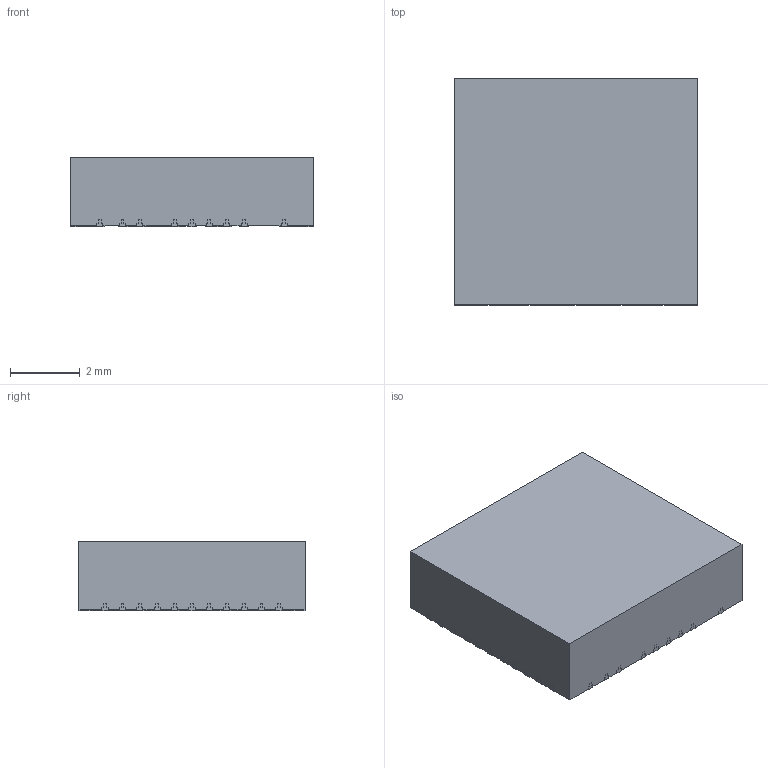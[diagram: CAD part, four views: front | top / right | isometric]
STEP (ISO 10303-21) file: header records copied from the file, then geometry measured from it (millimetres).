
FILE_DESCRIPTION((''),'2;1');
FILE_NAME('RCH0028B_ASM','2023-02-13T13:03:22',('a0412086'),(''),'CREO PARAMETRIC BY PTC INC, 2018500','CREO PARAMETRIC BY PTC INC, 2018500','');
FILE_SCHEMA(('CONFIG_CONTROL_DESIGN','SHAPE_APPEARANCE_LAYERS_GROUPS'));
Length unit declared in the file: millimetre
Products named in the file (3): RCH0028B_FRAME; RCH0028B_MOLD; RCH0028B_ASM
Assembly tree (2 placements, depth 2):
  RCH0028B_ASM
    RCH0028B_FRAME
    RCH0028B_MOLD
Bounding box: 7 x 6.5 x 2 mm (x, y, z)
Volume: 90.2 mm3; surface area: 191.5 mm2
Topology: 33 solids, 33 shells, 889 faces, 2454 edges, 1636 vertices
Faces by surface type: plane 873, cylinder 16
Entity records: 35673 total; most frequent: CARTESIAN_POINT 4984, ORIENTED_EDGE 4908, DIRECTION 4274, PRESENTATION_STYLE_ASSIGNMENT 2526, STYLED_ITEM 2487, CURVE_STYLE 2454, EDGE_CURVE 2454, VECTOR 2422
